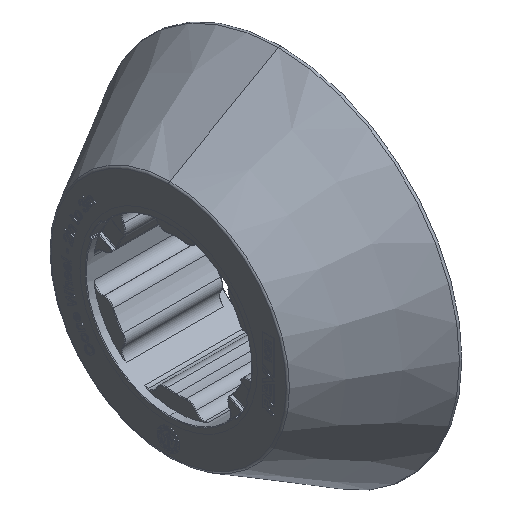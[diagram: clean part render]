
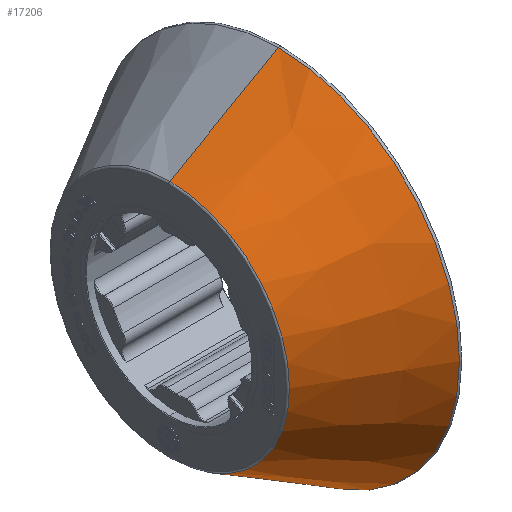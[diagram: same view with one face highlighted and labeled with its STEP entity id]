
A CAD part, isometric view. The second image highlights one B-rep face of the part: STEP entity #17206.
In plain terms, the highlighted conical face has half-angle 29.486 degrees and reference radius 31.586 mm.
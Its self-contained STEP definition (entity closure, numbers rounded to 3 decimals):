
#1457 = VERTEX_POINT ( 'NONE', #3063 ) ;
#1558 = ORIENTED_EDGE ( 'NONE', *, *, #50218, .T. ) ;
#2334 = VERTEX_POINT ( 'NONE', #22804 ) ;
#3063 = CARTESIAN_POINT ( 'NONE',  ( -11.652, 0., 25.136 ) ) ;
#8772 = AXIS2_PLACEMENT_3D ( 'NONE', #40812, #62880, #35416 ) ;
#13551 = CARTESIAN_POINT ( 'NONE',  ( -0.246, 0., 31.586 ) ) ;
#16807 = CIRCLE ( 'NONE', #24887, 38.035 ) ;
#17206 = ADVANCED_FACE ( 'NONE', ( #20208 ), #53787, .T. ) ;
#17913 = LINE ( 'NONE', #13551, #42431 ) ;
#18985 = ORIENTED_EDGE ( 'NONE', *, *, #21905, .F. ) ;
#19223 = CIRCLE ( 'NONE', #68861, 25.136 ) ;
#20208 = FACE_OUTER_BOUND ( 'NONE', #52832, .T. ) ;
#21905 = EDGE_CURVE ( 'NONE', #51090, #37301, #16807, .T. ) ;
#22804 = CARTESIAN_POINT ( 'NONE',  ( -11.652, 0., -25.136 ) ) ;
#22993 = DIRECTION ( 'NONE',  ( 0.87, 0., 0.492 ) ) ;
#24887 = AXIS2_PLACEMENT_3D ( 'NONE', #69422, #35814, #36170 ) ;
#27663 = CARTESIAN_POINT ( 'NONE',  ( -11.652, 0., 0. ) ) ;
#31018 = CARTESIAN_POINT ( 'NONE',  ( -0.246, 0., -31.586 ) ) ;
#31439 = EDGE_CURVE ( 'NONE', #2334, #37301, #65338, .T. ) ;
#35416 = DIRECTION ( 'NONE',  ( 0., 0., -1. ) ) ;
#35814 = DIRECTION ( 'NONE',  ( 1., 0., 0. ) ) ;
#36170 = DIRECTION ( 'NONE',  ( 0., 0., -1. ) ) ;
#37301 = VERTEX_POINT ( 'NONE', #46433 ) ;
#38408 = ORIENTED_EDGE ( 'NONE', *, *, #31439, .T. ) ;
#39678 = VECTOR ( 'NONE', #59555, 1000. ) ;
#40812 = CARTESIAN_POINT ( 'NONE',  ( -0.246, 0., 0. ) ) ;
#42431 = VECTOR ( 'NONE', #22993, 1000. ) ;
#44273 = DIRECTION ( 'NONE',  ( 1., 0., 0. ) ) ;
#46433 = CARTESIAN_POINT ( 'NONE',  ( 11.16, 0., -38.035 ) ) ;
#49171 = CARTESIAN_POINT ( 'NONE',  ( 11.16, 0., 38.035 ) ) ;
#49425 = ORIENTED_EDGE ( 'NONE', *, *, #56992, .F. ) ;
#50218 = EDGE_CURVE ( 'NONE', #1457, #2334, #19223, .T. ) ;
#51090 = VERTEX_POINT ( 'NONE', #49171 ) ;
#52832 = EDGE_LOOP ( 'NONE', ( #49425, #1558, #38408, #18985 ) ) ;
#53787 = CONICAL_SURFACE ( 'NONE', #8772, 31.586, 0.515 ) ;
#54412 = DIRECTION ( 'NONE',  ( 0., 0., -1. ) ) ;
#56992 = EDGE_CURVE ( 'NONE', #1457, #51090, #17913, .T. ) ;
#59555 = DIRECTION ( 'NONE',  ( 0.87, 0., -0.492 ) ) ;
#62880 = DIRECTION ( 'NONE',  ( 1., 0., 0. ) ) ;
#65338 = LINE ( 'NONE', #31018, #39678 ) ;
#68861 = AXIS2_PLACEMENT_3D ( 'NONE', #27663, #44273, #54412 ) ;
#69422 = CARTESIAN_POINT ( 'NONE',  ( 11.16, 0., 0. ) ) ;
